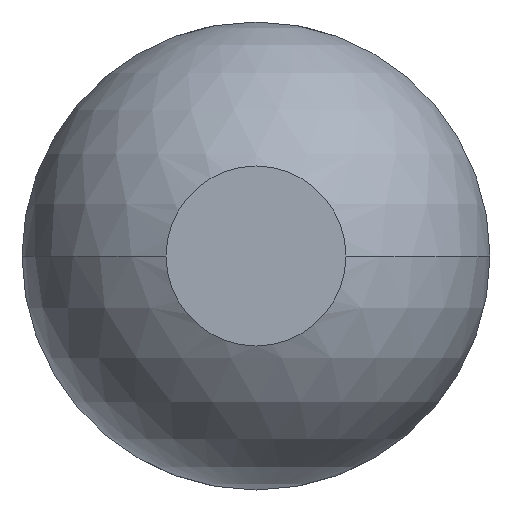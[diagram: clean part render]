
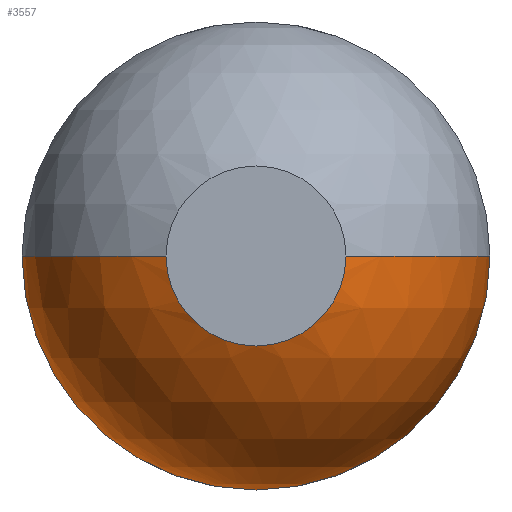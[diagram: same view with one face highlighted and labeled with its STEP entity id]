
A CAD part, front view. The second image highlights one B-rep face of the part: STEP entity #3557.
In plain terms, the highlighted spherical face has radius 0.39 mm.
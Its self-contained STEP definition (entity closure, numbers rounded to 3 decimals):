
#76 = CARTESIAN_POINT ( 'NONE',  ( 0., -35.94, 0. ) ) ;
#115 = DIRECTION ( 'NONE',  ( 0., -1., 0. ) ) ;
#126 = EDGE_CURVE ( 'NONE', #1080, #2266, #2899, .T. ) ;
#173 = EDGE_CURVE ( 'Defeature ausgef�hrt1_5+Defeature ausgef�hrt1_4+Defeature ausgef�hrt1_4+Defeature ausgef�hrt1_4', #1432, #730, #2343, .T. ) ;
#291 = AXIS2_PLACEMENT_3D ( 'NONE', #2129, #1257, #3003 ) ;
#371 = SPHERICAL_SURFACE ( 'NONE', #3580, 0.39 ) ;
#529 = DIRECTION ( 'NONE',  ( 1., 0., 0. ) ) ;
#695 = CARTESIAN_POINT ( 'NONE',  ( 0., -36.3, 0. ) ) ;
#730 = VERTEX_POINT ( 'NONE', #2131 ) ;
#770 = DIRECTION ( 'NONE',  ( 0., 1., 0. ) ) ;
#859 = CARTESIAN_POINT ( 'NONE',  ( 0.39, -35.94, 0. ) ) ;
#936 = ORIENTED_EDGE ( 'NONE', *, *, #2730, .F. ) ;
#1001 = CARTESIAN_POINT ( 'NONE',  ( 0., -36.3, -0.15 ) ) ;
#1020 = CIRCLE ( 'NONE', #1202, 0.39 ) ;
#1070 = AXIS2_PLACEMENT_3D ( 'NONE', #1631, #2840, #3400 ) ;
#1080 = VERTEX_POINT ( 'NONE', #1454 ) ;
#1123 = CARTESIAN_POINT ( 'NONE',  ( 0., -35.94, 0. ) ) ;
#1202 = AXIS2_PLACEMENT_3D ( 'NONE', #3048, #2198, #1289 ) ;
#1257 = DIRECTION ( 'NONE',  ( 0., -1., 0. ) ) ;
#1289 = DIRECTION ( 'NONE',  ( -1., 0., 0. ) ) ;
#1321 = EDGE_CURVE ( 'Defeature ausgef�hrt1_11+Defeature ausgef�hrt1_4+Defeature ausgef�hrt1_4+Defeature ausgef�hrt1_4', #2746, #1435, #3529, .T. ) ;
#1326 = AXIS2_PLACEMENT_3D ( 'NONE', #3081, #770, #1966 ) ;
#1403 = EDGE_CURVE ( 'NONE', #2746, #730, #1020, .T. ) ;
#1432 = VERTEX_POINT ( 'NONE', #3351 ) ;
#1435 = VERTEX_POINT ( 'NONE', #1001 ) ;
#1452 = DIRECTION ( 'NONE',  ( 0., 0., 1. ) ) ;
#1454 = CARTESIAN_POINT ( 'NONE',  ( 0.15, -36.3, 0. ) ) ;
#1631 = CARTESIAN_POINT ( 'NONE',  ( 0., -35.94, 0. ) ) ;
#1766 = FACE_OUTER_BOUND ( 'NONE', #2417, .T. ) ;
#1826 = EDGE_CURVE ( 'Defeature ausgef�hrt1_5+Defeature ausgef�hrt1_4+Defeature ausgef�hrt1_4+Defeature ausgef�hrt1_4', #2266, #1432, #1840, .T. ) ;
#1840 = CIRCLE ( 'NONE', #2567, 0.39 ) ;
#1966 = DIRECTION ( 'NONE',  ( 0., 0., 1. ) ) ;
#1981 = CIRCLE ( 'NONE', #291, 0.15 ) ;
#2129 = CARTESIAN_POINT ( 'NONE',  ( 0., -36.3, 0. ) ) ;
#2131 = CARTESIAN_POINT ( 'NONE',  ( -0.39, -35.94, 0. ) ) ;
#2198 = DIRECTION ( 'NONE',  ( 0., 0., -1. ) ) ;
#2266 = VERTEX_POINT ( 'NONE', #859 ) ;
#2343 = CIRCLE ( 'NONE', #1326, 0.39 ) ;
#2417 = EDGE_LOOP ( 'NONE', ( #2743, #2946, #3420, #3286, #2708, #936 ) ) ;
#2511 = DIRECTION ( 'NONE',  ( 0., 0., -1. ) ) ;
#2567 = AXIS2_PLACEMENT_3D ( 'NONE', #76, #3252, #1452 ) ;
#2699 = CARTESIAN_POINT ( 'NONE',  ( -0.15, -36.3, 0. ) ) ;
#2708 = ORIENTED_EDGE ( 'NONE', *, *, #126, .F. ) ;
#2730 = EDGE_CURVE ( 'Defeature ausgef�hrt1_11+Defeature ausgef�hrt1_4+Defeature ausgef�hrt1_4+Defeature ausgef�hrt1_4', #1435, #1080, #1981, .T. ) ;
#2743 = ORIENTED_EDGE ( 'NONE', *, *, #1321, .F. ) ;
#2746 = VERTEX_POINT ( 'NONE', #2699 ) ;
#2840 = DIRECTION ( 'NONE',  ( 0., 0., 1. ) ) ;
#2899 = CIRCLE ( 'NONE', #1070, 0.39 ) ;
#2946 = ORIENTED_EDGE ( 'NONE', *, *, #1403, .T. ) ;
#3003 = DIRECTION ( 'NONE',  ( 0., 0., -1. ) ) ;
#3011 = AXIS2_PLACEMENT_3D ( 'NONE', #695, #115, #3315 ) ;
#3048 = CARTESIAN_POINT ( 'NONE',  ( 0., -35.94, 0. ) ) ;
#3081 = CARTESIAN_POINT ( 'NONE',  ( 0., -35.94, 0. ) ) ;
#3252 = DIRECTION ( 'NONE',  ( 0., 1., 0. ) ) ;
#3286 = ORIENTED_EDGE ( 'NONE', *, *, #1826, .F. ) ;
#3315 = DIRECTION ( 'NONE',  ( 0., 0., -1. ) ) ;
#3351 = CARTESIAN_POINT ( 'NONE',  ( 0., -35.94, -0.39 ) ) ;
#3400 = DIRECTION ( 'NONE',  ( 1., 0., 0. ) ) ;
#3420 = ORIENTED_EDGE ( 'NONE', *, *, #173, .F. ) ;
#3529 = CIRCLE ( 'NONE', #3011, 0.15 ) ;
#3557 = ADVANCED_FACE ( 'Defeature ausgef�hrt1_4', ( #1766 ), #371, .T. ) ;
#3580 = AXIS2_PLACEMENT_3D ( 'NONE', #1123, #2511, #529 ) ;
